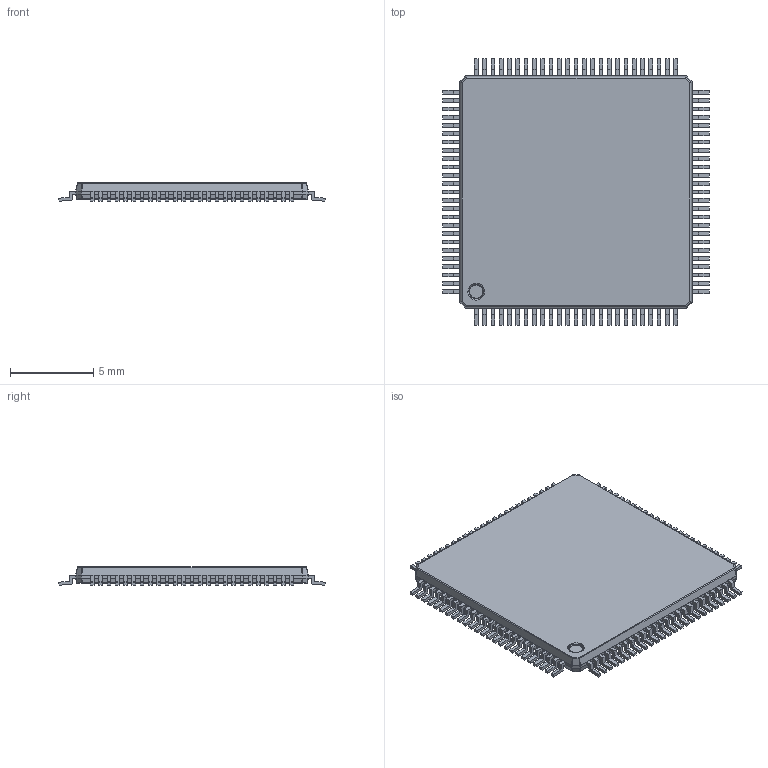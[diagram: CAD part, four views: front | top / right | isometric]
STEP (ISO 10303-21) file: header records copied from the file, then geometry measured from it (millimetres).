
FILE_DESCRIPTION (( 'STEP AP214' ), '1' );
FILE_NAME ('TQFP_100_simplified.STEP', '2014-12-08T11:03:08', ( 'admin' ), ( '' ), 'SwSTEP 2.0', 'SolidWorks 2011', '' );
FILE_SCHEMA (( 'AUTOMOTIVE_DESIGN' ));
Length unit declared in the file: millimetre
Products named in the file (1): TQFP_100_simplified
Bounding box: 16.02 x 16.02 x 1.1 mm (x, y, z)
Volume: 199 mm3; surface area: 545.6 mm2
Topology: 1 solids, 1 shells, 1203 faces, 3453 edges, 2253 vertices
Faces by surface type: plane 1052, cylinder 97, sphere 37, bspline 15, cone 2
Entity records: 41899 total; most frequent: CARTESIAN_POINT 7174, ORIENTED_EDGE 6906, DIRECTION 6414, EDGE_CURVE 3453, LINE 2846, VECTOR 2846, VERTEX_POINT 2253, AXIS2_PLACEMENT_3D 1784
